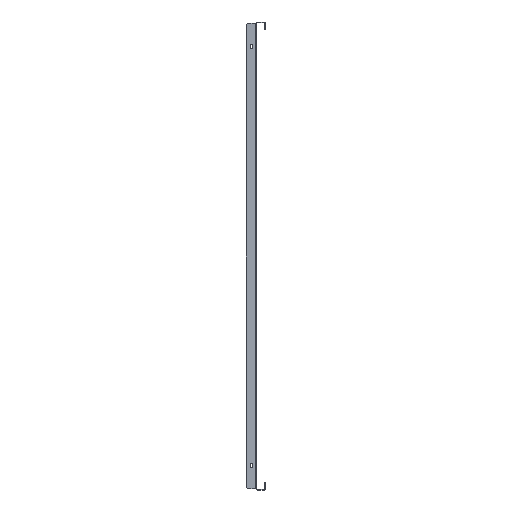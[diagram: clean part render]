
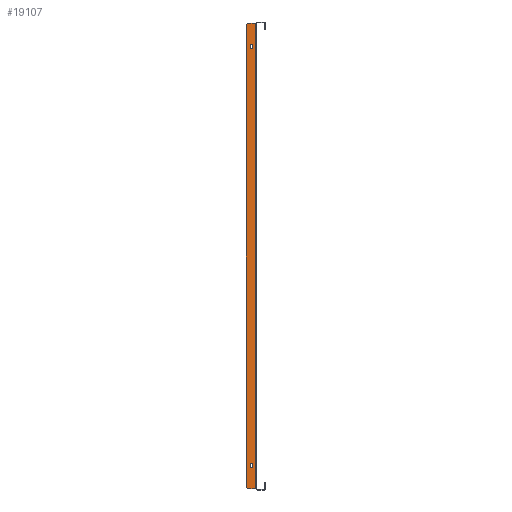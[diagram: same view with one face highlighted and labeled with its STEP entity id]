
A CAD part, left-side view. The second image highlights one B-rep face of the part: STEP entity #19107.
In plain terms, the highlighted planar face has unit normal (-1, 0, 0).
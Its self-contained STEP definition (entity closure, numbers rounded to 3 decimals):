
#131 = DIRECTION ( 'NONE',  ( -1., 0., 0. ) ) ;
#405 = CIRCLE ( 'NONE', #8786, 2.75 ) ;
#518 = DIRECTION ( 'NONE',  ( 0., 1., 0. ) ) ;
#600 = EDGE_CURVE ( 'NONE', #15424, #41270, #43399, .T. ) ;
#625 = EDGE_CURVE ( 'NONE', #31920, #41916, #23776, .T. ) ;
#2200 = DIRECTION ( 'NONE',  ( 0., -1., 0. ) ) ;
#2729 = ORIENTED_EDGE ( 'NONE', *, *, #34693, .F. ) ;
#2909 = VERTEX_POINT ( 'NONE', #38440 ) ;
#3115 = DIRECTION ( 'NONE',  ( 0., 0., 1. ) ) ;
#3236 = ORIENTED_EDGE ( 'NONE', *, *, #21980, .T. ) ;
#3255 = DIRECTION ( 'NONE',  ( -1., 0., 0. ) ) ;
#3299 = DIRECTION ( 'NONE',  ( -1., 0., 0. ) ) ;
#3911 = VECTOR ( 'NONE', #11736, 1000. ) ;
#4441 = VECTOR ( 'NONE', #42349, 1000. ) ;
#4579 = EDGE_CURVE ( 'NONE', #23130, #6050, #17973, .T. ) ;
#4836 = VERTEX_POINT ( 'NONE', #44160 ) ;
#4855 = AXIS2_PLACEMENT_3D ( 'NONE', #39856, #26748, #51683 ) ;
#4884 = CARTESIAN_POINT ( 'NONE',  ( -396., 21., 495.5 ) ) ;
#5844 = VECTOR ( 'NONE', #41069, 1000. ) ;
#5955 = ORIENTED_EDGE ( 'NONE', *, *, #14202, .F. ) ;
#6050 = VERTEX_POINT ( 'NONE', #43129 ) ;
#6092 = CARTESIAN_POINT ( 'NONE',  ( -396., 1.5, 495.5 ) ) ;
#6206 = LINE ( 'NONE', #42384, #13129 ) ;
#6455 = DIRECTION ( 'NONE',  ( 0., 1., 0. ) ) ;
#6563 = ORIENTED_EDGE ( 'NONE', *, *, #37995, .T. ) ;
#6745 = AXIS2_PLACEMENT_3D ( 'NONE', #36001, #3255, #11116 ) ;
#7994 = DIRECTION ( 'NONE',  ( 0., -1., 0. ) ) ;
#8589 = EDGE_CURVE ( 'NONE', #35250, #4836, #19614, .T. ) ;
#8786 = AXIS2_PLACEMENT_3D ( 'NONE', #50787, #3299, #30063 ) ;
#10944 = DIRECTION ( 'NONE',  ( 0., 1., 0. ) ) ;
#11116 = DIRECTION ( 'NONE',  ( 0., -1., 0. ) ) ;
#11736 = DIRECTION ( 'NONE',  ( 0., 0., -1. ) ) ;
#11847 = VERTEX_POINT ( 'NONE', #30723 ) ;
#12173 = EDGE_LOOP ( 'NONE', ( #21180, #2729, #39499, #17356 ) ) ;
#12322 = EDGE_LOOP ( 'NONE', ( #33715, #6563, #5955, #34667, #37722, #3236 ) ) ;
#13129 = VECTOR ( 'NONE', #6455, 1000. ) ;
#13301 = ORIENTED_EDGE ( 'NONE', *, *, #26233, .F. ) ;
#13721 = AXIS2_PLACEMENT_3D ( 'NONE', #47602, #23714, #7994 ) ;
#14202 = EDGE_CURVE ( 'NONE', #31920, #2909, #41338, .T. ) ;
#15424 = VERTEX_POINT ( 'NONE', #37159 ) ;
#15684 = CARTESIAN_POINT ( 'NONE',  ( -396., 12.75, -445.25 ) ) ;
#17356 = ORIENTED_EDGE ( 'NONE', *, *, #4579, .F. ) ;
#17688 = CIRCLE ( 'NONE', #18498, 2.75 ) ;
#17920 = VECTOR ( 'NONE', #51017, 1000. ) ;
#17973 = LINE ( 'NONE', #41574, #4441 ) ;
#18498 = AXIS2_PLACEMENT_3D ( 'NONE', #44067, #36165, #518 ) ;
#18722 = EDGE_CURVE ( 'NONE', #6050, #22475, #37460, .T. ) ;
#18774 = ORIENTED_EDGE ( 'NONE', *, *, #38252, .F. ) ;
#19107 = ADVANCED_FACE ( 'NONE', ( #43805, #46954, #23337 ), #19395, .T. ) ;
#19395 = PLANE ( 'NONE',  #4855 ) ;
#19560 = EDGE_LOOP ( 'NONE', ( #18774, #33151, #13301, #32439 ) ) ;
#19614 = LINE ( 'NONE', #15684, #45414 ) ;
#19709 = VERTEX_POINT ( 'NONE', #48461 ) ;
#21180 = ORIENTED_EDGE ( 'NONE', *, *, #28760, .F. ) ;
#21203 = VECTOR ( 'NONE', #2200, 1000. ) ;
#21980 = EDGE_CURVE ( 'NONE', #50842, #41114, #43498, .T. ) ;
#22137 = CARTESIAN_POINT ( 'NONE',  ( -396., 0., 495.5 ) ) ;
#22475 = VERTEX_POINT ( 'NONE', #23494 ) ;
#22768 = CIRCLE ( 'NONE', #39508, 2.75 ) ;
#23130 = VERTEX_POINT ( 'NONE', #45140 ) ;
#23337 = FACE_OUTER_BOUND ( 'NONE', #12322, .T. ) ;
#23494 = CARTESIAN_POINT ( 'NONE',  ( -396., 12.75, 448.75 ) ) ;
#23527 = LINE ( 'NONE', #31400, #3911 ) ;
#23551 = CARTESIAN_POINT ( 'NONE',  ( -396., 1.5, 0. ) ) ;
#23714 = DIRECTION ( 'NONE',  ( -1., 0., 0. ) ) ;
#23776 = CIRCLE ( 'NONE', #13721, 5. ) ;
#26233 = EDGE_CURVE ( 'NONE', #4836, #15424, #22768, .T. ) ;
#26466 = CARTESIAN_POINT ( 'NONE',  ( -396., 1.5, -495.5 ) ) ;
#26748 = DIRECTION ( 'NONE',  ( -1., 0., 0. ) ) ;
#27458 = EDGE_CURVE ( 'NONE', #19709, #41114, #49690, .T. ) ;
#28760 = EDGE_CURVE ( 'NONE', #11847, #23130, #405, .T. ) ;
#28961 = CARTESIAN_POINT ( 'NONE',  ( -396., 10., 448.75 ) ) ;
#30063 = DIRECTION ( 'NONE',  ( 0., -1., 0. ) ) ;
#30723 = CARTESIAN_POINT ( 'NONE',  ( -396., 12.75, 445.25 ) ) ;
#30753 = AXIS2_PLACEMENT_3D ( 'NONE', #28961, #131, #47876 ) ;
#31400 = CARTESIAN_POINT ( 'NONE',  ( -396., 12.75, 445.25 ) ) ;
#31533 = EDGE_CURVE ( 'NONE', #50842, #41916, #6206, .T. ) ;
#31920 = VERTEX_POINT ( 'NONE', #46262 ) ;
#32439 = ORIENTED_EDGE ( 'NONE', *, *, #8589, .F. ) ;
#33151 = ORIENTED_EDGE ( 'NONE', *, *, #600, .F. ) ;
#33715 = ORIENTED_EDGE ( 'NONE', *, *, #27458, .F. ) ;
#33780 = DIRECTION ( 'NONE',  ( -1., 0., 0. ) ) ;
#34667 = ORIENTED_EDGE ( 'NONE', *, *, #625, .T. ) ;
#34693 = EDGE_CURVE ( 'NONE', #22475, #11847, #23527, .T. ) ;
#35250 = VERTEX_POINT ( 'NONE', #36310 ) ;
#36001 = CARTESIAN_POINT ( 'NONE',  ( -396., 16., 490.5 ) ) ;
#36165 = DIRECTION ( 'NONE',  ( -1., 0., 0. ) ) ;
#36310 = CARTESIAN_POINT ( 'NONE',  ( -396., 12.75, -445.25 ) ) ;
#37159 = CARTESIAN_POINT ( 'NONE',  ( -396., 7.25, -448.75 ) ) ;
#37460 = CIRCLE ( 'NONE', #30753, 2.75 ) ;
#37722 = ORIENTED_EDGE ( 'NONE', *, *, #31533, .F. ) ;
#37995 = EDGE_CURVE ( 'NONE', #19709, #2909, #42748, .T. ) ;
#38252 = EDGE_CURVE ( 'NONE', #41270, #35250, #17688, .T. ) ;
#38440 = CARTESIAN_POINT ( 'NONE',  ( -396., 21., 490.5 ) ) ;
#38483 = CARTESIAN_POINT ( 'NONE',  ( -396., 10., -448.75 ) ) ;
#39026 = DIRECTION ( 'NONE',  ( 0., 0., -1. ) ) ;
#39499 = ORIENTED_EDGE ( 'NONE', *, *, #18722, .F. ) ;
#39508 = AXIS2_PLACEMENT_3D ( 'NONE', #38483, #33780, #10944 ) ;
#39856 = CARTESIAN_POINT ( 'NONE',  ( -396., 0., 0. ) ) ;
#41069 = DIRECTION ( 'NONE',  ( 0., 0., 1. ) ) ;
#41114 = VERTEX_POINT ( 'NONE', #6092 ) ;
#41117 = CARTESIAN_POINT ( 'NONE',  ( -396., 16., -495.5 ) ) ;
#41270 = VERTEX_POINT ( 'NONE', #50922 ) ;
#41338 = LINE ( 'NONE', #4884, #5844 ) ;
#41574 = CARTESIAN_POINT ( 'NONE',  ( -396., 7.25, 445.25 ) ) ;
#41916 = VERTEX_POINT ( 'NONE', #41117 ) ;
#42349 = DIRECTION ( 'NONE',  ( 0., 0., 1. ) ) ;
#42384 = CARTESIAN_POINT ( 'NONE',  ( -396., 21., -495.5 ) ) ;
#42748 = CIRCLE ( 'NONE', #6745, 5. ) ;
#43129 = CARTESIAN_POINT ( 'NONE',  ( -396., 7.25, 448.75 ) ) ;
#43399 = LINE ( 'NONE', #43659, #17920 ) ;
#43498 = LINE ( 'NONE', #23551, #44300 ) ;
#43659 = CARTESIAN_POINT ( 'NONE',  ( -396., 7.25, -445.25 ) ) ;
#43805 = FACE_BOUND ( 'NONE', #12173, .T. ) ;
#44067 = CARTESIAN_POINT ( 'NONE',  ( -396., 10., -445.25 ) ) ;
#44160 = CARTESIAN_POINT ( 'NONE',  ( -396., 12.75, -448.75 ) ) ;
#44300 = VECTOR ( 'NONE', #3115, 1000. ) ;
#45140 = CARTESIAN_POINT ( 'NONE',  ( -396., 7.25, 445.25 ) ) ;
#45414 = VECTOR ( 'NONE', #39026, 1000. ) ;
#46262 = CARTESIAN_POINT ( 'NONE',  ( -396., 21., -490.5 ) ) ;
#46954 = FACE_BOUND ( 'NONE', #19560, .T. ) ;
#47602 = CARTESIAN_POINT ( 'NONE',  ( -396., 16., -490.5 ) ) ;
#47876 = DIRECTION ( 'NONE',  ( 0., -1., 0. ) ) ;
#48461 = CARTESIAN_POINT ( 'NONE',  ( -396., 16., 495.5 ) ) ;
#49690 = LINE ( 'NONE', #22137, #21203 ) ;
#50787 = CARTESIAN_POINT ( 'NONE',  ( -396., 10., 445.25 ) ) ;
#50842 = VERTEX_POINT ( 'NONE', #26466 ) ;
#50922 = CARTESIAN_POINT ( 'NONE',  ( -396., 7.25, -445.25 ) ) ;
#51017 = DIRECTION ( 'NONE',  ( 0., 0., 1. ) ) ;
#51683 = DIRECTION ( 'NONE',  ( 0., -1., 0. ) ) ;
